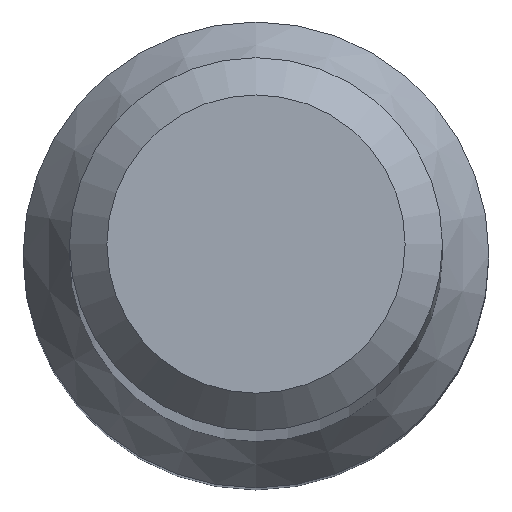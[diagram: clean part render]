
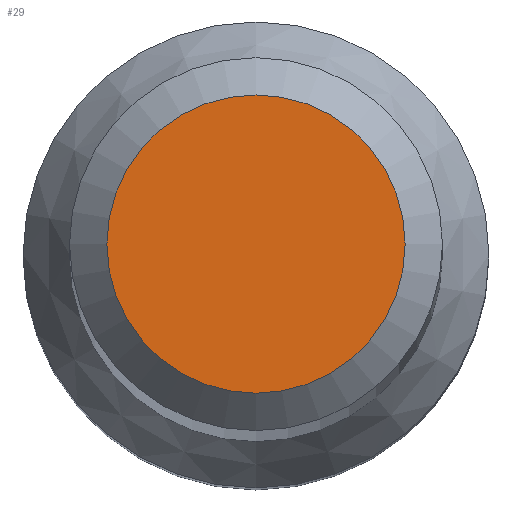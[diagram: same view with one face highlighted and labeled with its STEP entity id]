
A CAD part, top view. The second image highlights one B-rep face of the part: STEP entity #29.
In plain terms, the highlighted planar face has unit normal (0, 0, 1).
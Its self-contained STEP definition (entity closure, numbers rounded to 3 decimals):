
#12 = EDGE_CURVE ( 'NONE', #186, #186, #204, .T. ) ;
#21 = CARTESIAN_POINT ( 'NONE',  ( 0., 1.6, 80. ) ) ;
#29 = ADVANCED_FACE ( 'NONE', ( #63 ), #193, .T. ) ;
#62 = DIRECTION ( 'NONE',  ( 0., 0., -1. ) ) ;
#63 = FACE_OUTER_BOUND ( 'NONE', #168, .T. ) ;
#84 = CARTESIAN_POINT ( 'NONE',  ( 0., 0., 80. ) ) ;
#118 = AXIS2_PLACEMENT_3D ( 'NONE', #156, #62, #136 ) ;
#136 = DIRECTION ( 'NONE',  ( 0., 1., 0. ) ) ;
#150 = ORIENTED_EDGE ( 'NONE', *, *, #12, .F. ) ;
#156 = CARTESIAN_POINT ( 'NONE',  ( 0., 0., 80. ) ) ;
#168 = EDGE_LOOP ( 'NONE', ( #150 ) ) ;
#173 = DIRECTION ( 'NONE',  ( 0., -1., 0. ) ) ;
#186 = VERTEX_POINT ( 'NONE', #21 ) ;
#193 = PLANE ( 'NONE',  #227 ) ;
#204 = CIRCLE ( 'NONE', #118, 1.6 ) ;
#227 = AXIS2_PLACEMENT_3D ( 'NONE', #84, #235, #173 ) ;
#235 = DIRECTION ( 'NONE',  ( 0., 0., 1. ) ) ;
